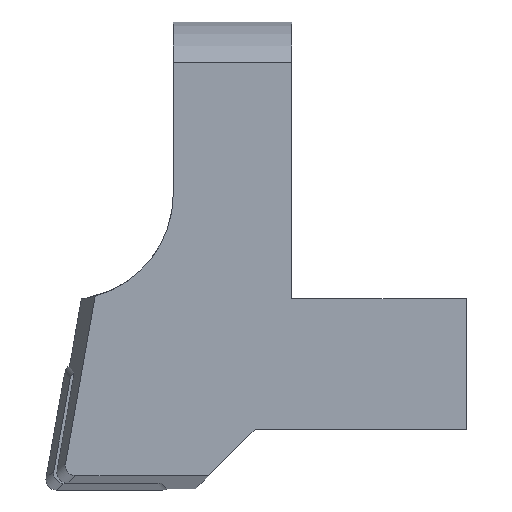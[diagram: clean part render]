
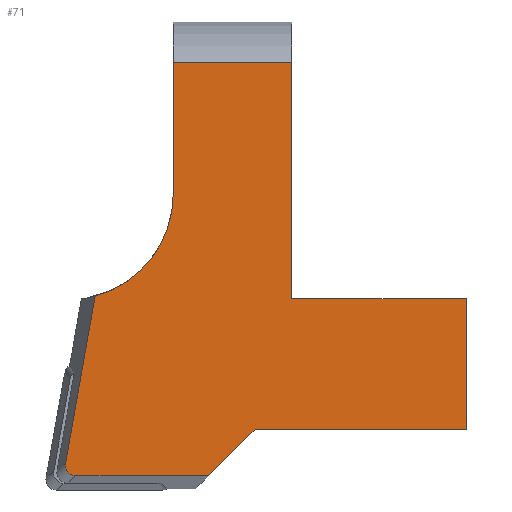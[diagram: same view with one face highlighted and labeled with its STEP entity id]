
A CAD part, front view. The second image highlights one B-rep face of the part: STEP entity #71.
In plain terms, the highlighted planar face has unit normal (0, -1, 0).
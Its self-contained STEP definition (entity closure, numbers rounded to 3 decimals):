
#33=CIRCLE('',#667,8.);
#71=ADVANCED_FACE('',(#125),#99,.F.);
#99=PLANE('',#669);
#125=FACE_OUTER_BOUND('',#157,.T.);
#157=EDGE_LOOP('',(#245,#246,#247,#248,#249,#250,#251,#252,#253,#254,#255));
#187=ELLIPSE('',#668,0.814,0.8);
#245=ORIENTED_EDGE('',*,*,#442,.F.);
#246=ORIENTED_EDGE('',*,*,#443,.T.);
#247=ORIENTED_EDGE('',*,*,#444,.F.);
#248=ORIENTED_EDGE('',*,*,#445,.F.);
#249=ORIENTED_EDGE('',*,*,#446,.F.);
#250=ORIENTED_EDGE('',*,*,#447,.F.);
#251=ORIENTED_EDGE('',*,*,#448,.F.);
#252=ORIENTED_EDGE('',*,*,#449,.T.);
#253=ORIENTED_EDGE('',*,*,#450,.T.);
#254=ORIENTED_EDGE('',*,*,#451,.F.);
#255=ORIENTED_EDGE('',*,*,#452,.T.);
#379=VERTEX_POINT('',#935);
#380=VERTEX_POINT('',#936);
#381=VERTEX_POINT('',#938);
#382=VERTEX_POINT('',#940);
#383=VERTEX_POINT('',#942);
#384=VERTEX_POINT('',#944);
#385=VERTEX_POINT('',#946);
#386=VERTEX_POINT('',#948);
#387=VERTEX_POINT('',#950);
#388=VERTEX_POINT('',#952);
#389=VERTEX_POINT('',#954);
#442=EDGE_CURVE('',#379,#380,#517,.T.);
#443=EDGE_CURVE('',#379,#381,#518,.T.);
#444=EDGE_CURVE('',#382,#381,#519,.T.);
#445=EDGE_CURVE('',#383,#382,#520,.T.);
#446=EDGE_CURVE('',#384,#383,#521,.T.);
#447=EDGE_CURVE('',#385,#384,#522,.T.);
#448=EDGE_CURVE('',#386,#385,#523,.T.);
#449=EDGE_CURVE('',#386,#387,#524,.T.);
#450=EDGE_CURVE('',#387,#388,#33,.T.);
#451=EDGE_CURVE('',#389,#388,#525,.T.);
#452=EDGE_CURVE('',#389,#380,#187,.T.);
#517=LINE('',#934,#578);
#518=LINE('',#937,#579);
#519=LINE('',#939,#580);
#520=LINE('',#941,#581);
#521=LINE('',#943,#582);
#522=LINE('',#945,#583);
#523=LINE('',#947,#584);
#524=LINE('',#949,#585);
#525=LINE('',#953,#586);
#578=VECTOR('',#763,1.);
#579=VECTOR('',#764,1.);
#580=VECTOR('',#765,1.);
#581=VECTOR('',#766,1.);
#582=VECTOR('',#767,1.);
#583=VECTOR('',#768,1.);
#584=VECTOR('',#769,1.);
#585=VECTOR('',#770,1.);
#586=VECTOR('',#773,1.);
#667=AXIS2_PLACEMENT_3D('',#951,#771,#772);
#668=AXIS2_PLACEMENT_3D('',#955,#774,#775);
#669=AXIS2_PLACEMENT_3D('',#956,#776,#777);
#763=DIRECTION('',(-1.,0.,0.));
#764=DIRECTION('',(0.707,0.,0.707));
#765=DIRECTION('',(-1.,0.,0.));
#766=DIRECTION('',(0.,0.,-1.));
#767=DIRECTION('',(1.,0.,0.));
#768=DIRECTION('',(0.,0.,-1.));
#769=DIRECTION('',(1.,0.,0.));
#770=DIRECTION('',(0.,0.,-1.));
#771=DIRECTION('',(0.,1.,0.));
#772=DIRECTION('',(1.,0.,0.));
#773=DIRECTION('',(0.174,0.,0.985));
#774=DIRECTION('',(0.,-1.,0.));
#775=DIRECTION('',(0.766,0.,0.643));
#776=DIRECTION('',(0.,1.,0.));
#777=DIRECTION('',(0.,0.,-1.));
#934=CARTESIAN_POINT('',(-6.318,-8.,-13.418));
#935=CARTESIAN_POINT('',(-6.318,-8.,-13.418));
#936=CARTESIAN_POINT('',(-16.383,-8.,-13.418));
#937=CARTESIAN_POINT('',(-6.318,-8.,-13.418));
#938=CARTESIAN_POINT('',(-2.8,-8.,-9.9));
#939=CARTESIAN_POINT('',(13.2,-8.,-9.9));
#940=CARTESIAN_POINT('',(13.2,-8.,-9.9));
#941=CARTESIAN_POINT('',(13.2,-8.,0.));
#942=CARTESIAN_POINT('',(13.2,-8.,0.));
#943=CARTESIAN_POINT('',(0.,-8.,0.));
#944=CARTESIAN_POINT('',(0.,-8.,0.));
#945=CARTESIAN_POINT('',(0.,-8.,17.944));
#946=CARTESIAN_POINT('',(0.,-8.,17.944));
#947=CARTESIAN_POINT('',(-9.,-8.,17.944));
#948=CARTESIAN_POINT('',(-9.,-8.,17.944));
#949=CARTESIAN_POINT('',(-9.,-8.,17.944));
#950=CARTESIAN_POINT('',(-9.,-8.,7.932));
#951=CARTESIAN_POINT('',(-17.,-8.,7.932));
#952=CARTESIAN_POINT('',(-14.927,-8.,0.205));
#953=CARTESIAN_POINT('',(-17.165,-8.,-12.486));
#954=CARTESIAN_POINT('',(-17.165,-8.,-12.486));
#955=CARTESIAN_POINT('',(-16.369,-8.,-12.612));
#956=CARTESIAN_POINT('',(0.,-8.,0.));
